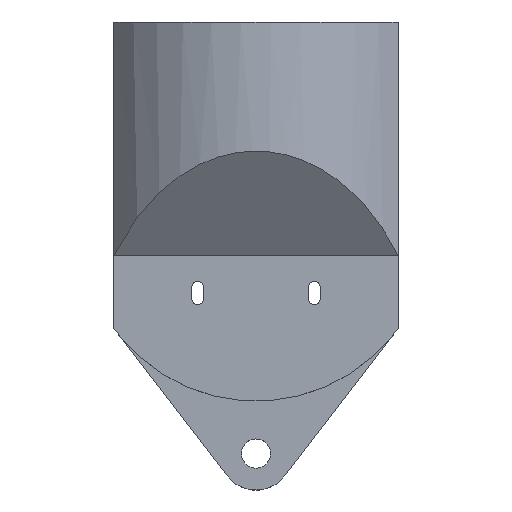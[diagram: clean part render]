
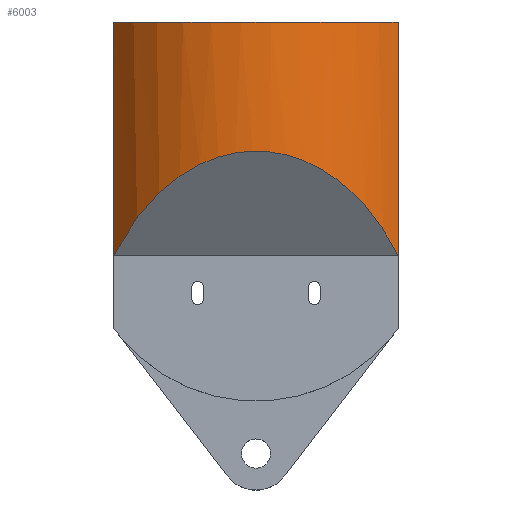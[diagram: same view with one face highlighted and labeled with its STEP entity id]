
A CAD part, top view. The second image highlights one B-rep face of the part: STEP entity #6003.
In plain terms, the highlighted cylindrical face has radius 76.216 mm (diameter 152.433 mm), a partial arc.
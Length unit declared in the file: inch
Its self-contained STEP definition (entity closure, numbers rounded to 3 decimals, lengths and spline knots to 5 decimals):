
#39=ELLIPSE('',#6393,5.23148,3.00065);
#141=CIRCLE('',#6395,3.00065);
#487=FACE_OUTER_BOUND('',#847,.T.);
#847=EDGE_LOOP('',(#4957,#4958,#4959,#4960));
#1642=LINE('',#21188,#2004);
#1644=LINE('',#21195,#2006);
#2004=VECTOR('',#7392,0.3937);
#2006=VECTOR('',#7400,0.3937);
#2542=VERTEX_POINT('',#21178);
#2546=VERTEX_POINT('',#21186);
#2547=VERTEX_POINT('',#21190);
#2548=VERTEX_POINT('',#21194);
#3382=EDGE_CURVE('',#2546,#2542,#1642,.T.);
#3383=EDGE_CURVE('',#2546,#2547,#39,.T.);
#3385=EDGE_CURVE('',#2547,#2548,#1644,.T.);
#3386=EDGE_CURVE('',#2542,#2548,#141,.T.);
#4957=ORIENTED_EDGE('',*,*,#3385,.T.);
#4958=ORIENTED_EDGE('',*,*,#3386,.F.);
#4959=ORIENTED_EDGE('',*,*,#3382,.F.);
#4960=ORIENTED_EDGE('',*,*,#3383,.T.);
#5693=CYLINDRICAL_SURFACE('',#6394,3.00065);
#6003=ADVANCED_FACE('',(#487),#5693,.T.);
#6393=AXIS2_PLACEMENT_3D('',#21191,#7395,#7396);
#6394=AXIS2_PLACEMENT_3D('',#21193,#7398,#7399);
#6395=AXIS2_PLACEMENT_3D('',#21196,#7401,#7402);
#7392=DIRECTION('',(0.,1.,0.));
#7395=DIRECTION('center_axis',(0.,0.574,-0.819));
#7396=DIRECTION('ref_axis',(0.,0.819,0.574));
#7398=DIRECTION('center_axis',(0.,1.,0.));
#7399=DIRECTION('ref_axis',(-0.812,0.,0.583));
#7400=DIRECTION('',(0.,1.,0.));
#7401=DIRECTION('center_axis',(0.,1.,0.));
#7402=DIRECTION('ref_axis',(-0.812,0.,0.583));
#21178=CARTESIAN_POINT('',(-2.4375,4.,1.25));
#21186=CARTESIAN_POINT('',(-2.4375,0.,1.25));
#21188=CARTESIAN_POINT('',(-2.4375,0.,1.25));
#21190=CARTESIAN_POINT('',(2.4375,0.,1.25));
#21191=CARTESIAN_POINT('Origin',(0.,-2.49926,
-0.5));
#21193=CARTESIAN_POINT('Origin',(0.,0.,-0.5));
#21194=CARTESIAN_POINT('',(2.4375,4.,1.25));
#21195=CARTESIAN_POINT('',(2.4375,0.,1.25));
#21196=CARTESIAN_POINT('Origin',(0.,4.,-0.5));
